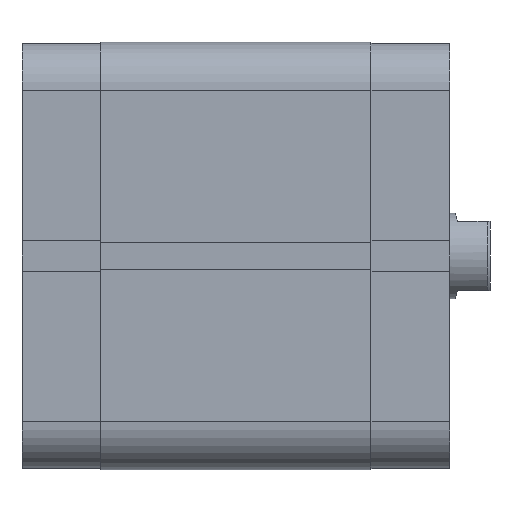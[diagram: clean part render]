
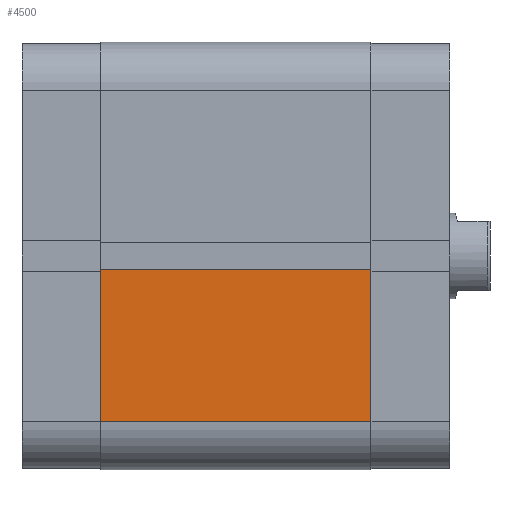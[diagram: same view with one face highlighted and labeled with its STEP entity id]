
A CAD part, front view. The second image highlights one B-rep face of the part: STEP entity #4500.
In plain terms, the highlighted planar face has unit normal (0, -1, 0).
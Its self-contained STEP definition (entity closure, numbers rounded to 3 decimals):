
#170 = EDGE_LOOP ( 'NONE', ( #351, #350, #332, #313 ) ) ;
#313 = ORIENTED_EDGE ( 'NONE', *, *, #1587, .T. ) ;
#332 = ORIENTED_EDGE ( 'NONE', *, *, #1592, .F. ) ;
#350 = ORIENTED_EDGE ( 'NONE', *, *, #1579, .F. ) ;
#351 = ORIENTED_EDGE ( 'NONE', *, *, #1575, .T. ) ;
#794 = VERTEX_POINT ( 'NONE', #4906 ) ;
#795 = VERTEX_POINT ( 'NONE', #4907 ) ;
#796 = VERTEX_POINT ( 'NONE', #4908 ) ;
#797 = VERTEX_POINT ( 'NONE', #4909 ) ;
#1575 = EDGE_CURVE ( 'NONE', #794, #796, #4245, .T. ) ;
#1579 = EDGE_CURVE ( 'NONE', #797, #796, #4251, .T. ) ;
#1587 = EDGE_CURVE ( 'NONE', #795, #794, #4270, .T. ) ;
#1592 = EDGE_CURVE ( 'NONE', #795, #797, #4278, .T. ) ;
#2057 = AXIS2_PLACEMENT_3D ( 'NONE', #2380, #2383, #2384 ) ;
#2380 = CARTESIAN_POINT ( 'NONE',  ( 0., -40., 50.5 ) ) ;
#2381 = PLANE ( 'NONE',  #2057 ) ;
#2383 = DIRECTION ( 'NONE',  ( 0., 1., 0. ) ) ;
#2384 = DIRECTION ( 'NONE',  ( 0., 0., 1. ) ) ;
#4245 = LINE ( 'NONE', #5352, #4248 ) ;
#4248 = VECTOR ( 'NONE', #5353, 1000. ) ;
#4251 = LINE ( 'NONE', #5357, #4259 ) ;
#4259 = VECTOR ( 'NONE', #5360, 1000. ) ;
#4266 = VECTOR ( 'NONE', #5372, 1000. ) ;
#4270 = LINE ( 'NONE', #5358, #4266 ) ;
#4278 = LINE ( 'NONE', #5379, #4279 ) ;
#4279 = VECTOR ( 'NONE', #5380, 1000. ) ;
#4500 = ADVANCED_FACE ( 'NONE', ( #6194 ), #2381, .F. ) ;
#4906 = CARTESIAN_POINT ( 'NONE',  ( -31., -40., 0. ) ) ;
#4907 = CARTESIAN_POINT ( 'NONE',  ( -31., -40., 50.5 ) ) ;
#4908 = CARTESIAN_POINT ( 'NONE',  ( -2.6, -40., 0. ) ) ;
#4909 = CARTESIAN_POINT ( 'NONE',  ( -2.6, -40., 50.5 ) ) ;
#5352 = CARTESIAN_POINT ( 'NONE',  ( 0., -40., 0. ) ) ;
#5353 = DIRECTION ( 'NONE',  ( 1., 0., 0. ) ) ;
#5357 = CARTESIAN_POINT ( 'NONE',  ( -2.6, -40., 50.5 ) ) ;
#5358 = CARTESIAN_POINT ( 'NONE',  ( -31., -40., 50.5 ) ) ;
#5360 = DIRECTION ( 'NONE',  ( 0., 0., -1. ) ) ;
#5372 = DIRECTION ( 'NONE',  ( 0., 0., -1. ) ) ;
#5379 = CARTESIAN_POINT ( 'NONE',  ( 0., -40., 50.5 ) ) ;
#5380 = DIRECTION ( 'NONE',  ( 1., 0., 0. ) ) ;
#6194 = FACE_OUTER_BOUND ( 'NONE', #170, .T. ) ;
